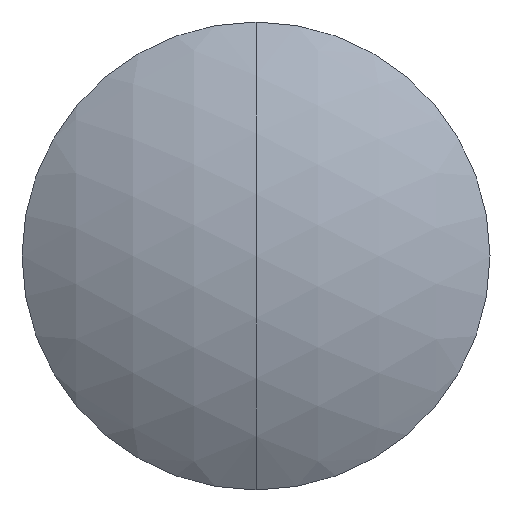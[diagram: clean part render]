
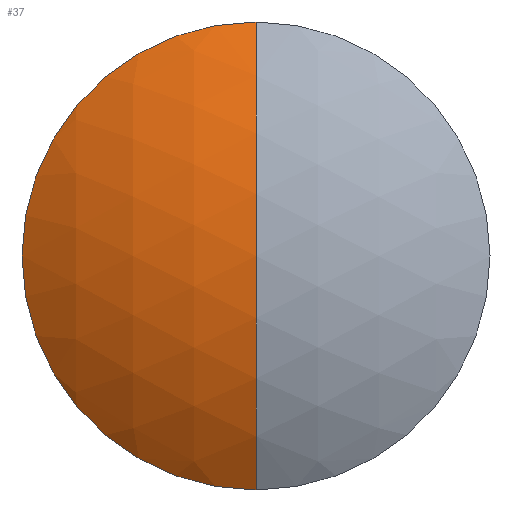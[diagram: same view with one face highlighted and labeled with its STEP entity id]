
A CAD part, top view. The second image highlights one B-rep face of the part: STEP entity #37.
In plain terms, the highlighted spherical face has radius 1517 mm.
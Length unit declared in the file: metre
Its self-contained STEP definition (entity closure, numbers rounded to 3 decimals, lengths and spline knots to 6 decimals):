
#3 = DIRECTION ( 'NONE',  ( 0., 0., 1. ) ) ;
#11 = AXIS2_PLACEMENT_3D ( 'NONE', #20, #51, #3 ) ;
#12 = FACE_OUTER_BOUND ( 'NONE', #57, .T. ) ;
#14 = CIRCLE ( 'NONE', #31, 0.870115 ) ;
#16 = CIRCLE ( 'NONE', #11, 1.517 ) ;
#17 = CARTESIAN_POINT ( 'NONE',  ( 0., 0., 0. ) ) ;
#20 = CARTESIAN_POINT ( 'NONE',  ( 0., 0., 0. ) ) ;
#21 = VERTEX_POINT ( 'NONE', #61 ) ;
#22 = ORIENTED_EDGE ( 'NONE', *, *, #39, .T. ) ;
#23 = EDGE_CURVE ( 'NONE', #21, #66, #16, .T. ) ;
#24 = SPHERICAL_SURFACE ( 'NONE', #35, 1.517 ) ;
#26 = CIRCLE ( 'NONE', #46, 1.517 ) ;
#27 = CARTESIAN_POINT ( 'NONE',  ( 0., -0.870115, 1.242654 ) ) ;
#28 = CARTESIAN_POINT ( 'NONE',  ( 0., 0.870115, 1.242654 ) ) ;
#31 = AXIS2_PLACEMENT_3D ( 'NONE', #89, #48, #34 ) ;
#32 = EDGE_CURVE ( 'NONE', #21, #41, #26, .T. ) ;
#33 = DIRECTION ( 'NONE',  ( 0., 1., 0. ) ) ;
#34 = DIRECTION ( 'NONE',  ( -1., 0., 0. ) ) ;
#35 = AXIS2_PLACEMENT_3D ( 'NONE', #43, #77, #81 ) ;
#37 = ADVANCED_FACE ( 'NONE', ( #12 ), #24, .F. ) ;
#39 = EDGE_CURVE ( 'NONE', #41, #66, #14, .T. ) ;
#41 = VERTEX_POINT ( 'NONE', #27 ) ;
#43 = CARTESIAN_POINT ( 'NONE',  ( 0., 0., 0. ) ) ;
#46 = AXIS2_PLACEMENT_3D ( 'NONE', #17, #72, #33 ) ;
#48 = DIRECTION ( 'NONE',  ( 0., 0., -1. ) ) ;
#51 = DIRECTION ( 'NONE',  ( -1., 0., 0. ) ) ;
#57 = EDGE_LOOP ( 'NONE', ( #60, #74, #22 ) ) ;
#60 = ORIENTED_EDGE ( 'NONE', *, *, #23, .F. ) ;
#61 = CARTESIAN_POINT ( 'NONE',  ( 0., 0., 1.517 ) ) ;
#66 = VERTEX_POINT ( 'NONE', #28 ) ;
#72 = DIRECTION ( 'NONE',  ( 1., 0., 0. ) ) ;
#74 = ORIENTED_EDGE ( 'NONE', *, *, #32, .T. ) ;
#77 = DIRECTION ( 'NONE',  ( 1., 0., 0. ) ) ;
#81 = DIRECTION ( 'NONE',  ( 0., 1., 0. ) ) ;
#89 = CARTESIAN_POINT ( 'NONE',  ( 0., 0., 1.242654 ) ) ;
